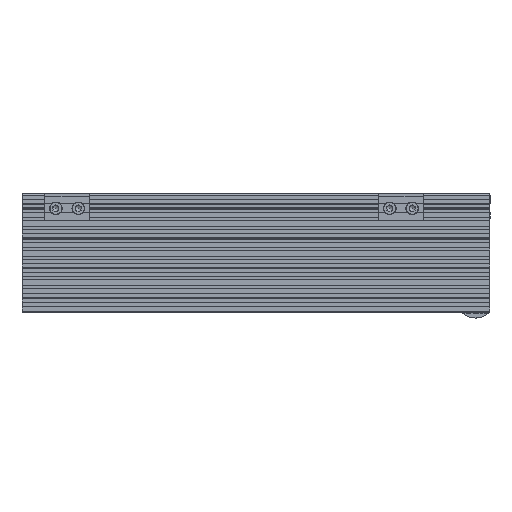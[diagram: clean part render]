
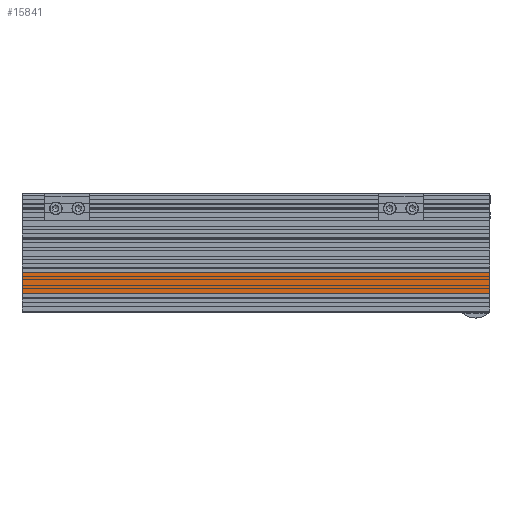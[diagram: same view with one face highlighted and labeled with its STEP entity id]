
A CAD part, left-side view. The second image highlights one B-rep face of the part: STEP entity #15841.
In plain terms, the highlighted planar face has unit normal (-1, 0, 0).
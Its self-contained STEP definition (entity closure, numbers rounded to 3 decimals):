
#1322=FACE_OUTER_BOUND('',#2133,.T.);
#2133=EDGE_LOOP('',(#11026,#11027,#11028,#11029));
#3250=LINE('',#23134,#5193);
#3251=LINE('',#23137,#5194);
#3252=LINE('',#23139,#5195);
#3253=LINE('',#23140,#5196);
#5193=VECTOR('',#18588,1000.);
#5194=VECTOR('',#18591,1000.);
#5195=VECTOR('',#18592,1000.);
#5196=VECTOR('',#18593,1000.);
#7019=VERTEX_POINT('',#23130);
#7020=VERTEX_POINT('',#23132);
#7021=VERTEX_POINT('',#23136);
#7022=VERTEX_POINT('',#23138);
#8636=EDGE_CURVE('',#7020,#7019,#3250,.T.);
#8637=EDGE_CURVE('',#7019,#7021,#3251,.T.);
#8638=EDGE_CURVE('',#7020,#7022,#3252,.T.);
#8639=EDGE_CURVE('',#7022,#7021,#3253,.T.);
#11026=ORIENTED_EDGE('',*,*,#8637,.F.);
#11027=ORIENTED_EDGE('',*,*,#8636,.F.);
#11028=ORIENTED_EDGE('',*,*,#8638,.T.);
#11029=ORIENTED_EDGE('',*,*,#8639,.T.);
#15177=PLANE('',#16843);
#15841=ADVANCED_FACE('',(#1322),#15177,.T.);
#16843=AXIS2_PLACEMENT_3D('',#23135,#18589,#18590);
#18588=DIRECTION('',(0.,0.,1.));
#18589=DIRECTION('center_axis',(-1.,0.,0.));
#18590=DIRECTION('ref_axis',(0.,0.,1.));
#18591=DIRECTION('',(0.,-1.,0.));
#18592=DIRECTION('',(0.,-1.,0.));
#18593=DIRECTION('',(0.,0.,1.));
#23130=CARTESIAN_POINT('',(-10.,-13.,0.));
#23132=CARTESIAN_POINT('',(-10.,-13.,-314.));
#23134=CARTESIAN_POINT('',(-10.,-13.,-314.));
#23135=CARTESIAN_POINT('Origin',(-10.,-13.,-314.));
#23136=CARTESIAN_POINT('',(-10.,-27.,0.));
#23137=CARTESIAN_POINT('',(-10.,-13.,0.));
#23138=CARTESIAN_POINT('',(-10.,-27.,-314.));
#23139=CARTESIAN_POINT('',(-10.,-13.,-314.));
#23140=CARTESIAN_POINT('',(-10.,-27.,-314.));
